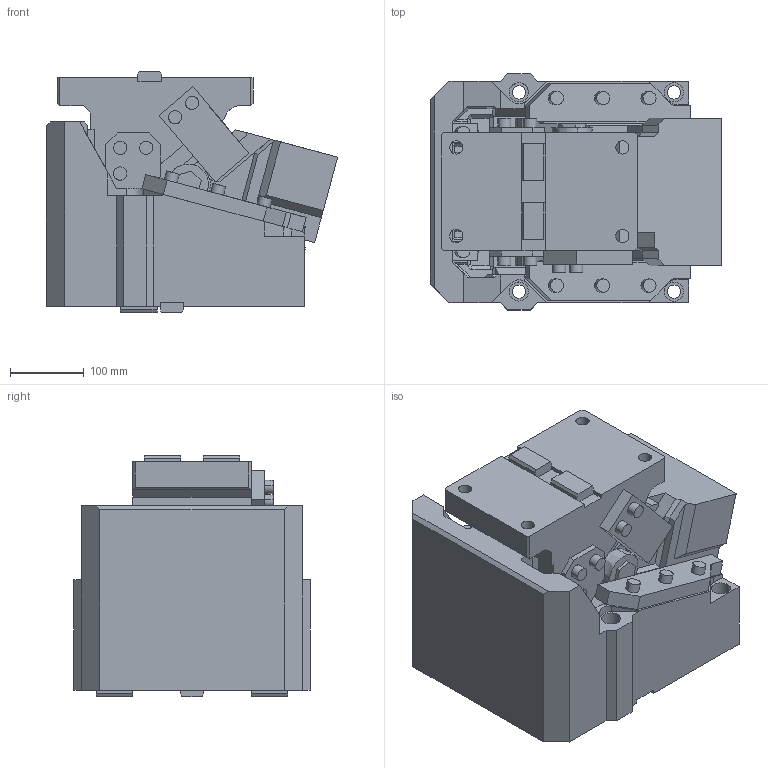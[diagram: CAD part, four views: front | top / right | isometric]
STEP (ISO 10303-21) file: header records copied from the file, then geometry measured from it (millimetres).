
FILE_DESCRIPTION(('CATIA V5 STEP Exchange'),'2;1');
FILE_NAME('CDCP_200_15_60.stp','2016-09-28T10:53:10+00:00',('none'),('none'),'CATIA Version 5 Release 20 GA (IN-10)','CATIA V5 STEP AP203','none');
FILE_SCHEMA(('CONFIG_CONTROL_DESIGN'));
Length unit declared in the file: millimetre
Products named in the file (1): CDCP-200-15-60
Bounding box: 394.53 x 320 x 327 mm (x, y, z)
Volume: 21695999.4 mm3; surface area: 1131562.1 mm2
Topology: 3 solids, 3 shells, 634 faces, 1714 edges, 1112 vertices
Faces by surface type: plane 514, cylinder 112, bspline 4, cone 4
Entity records: 19983 total; most frequent: CARTESIAN_POINT 4343, ORIENTED_EDGE 3420, DIRECTION 2823, EDGE_CURVE 1710, VECTOR 1416, LINE 1416, VERTEX_POINT 1112, AXIS2_PLACEMENT_3D 810
